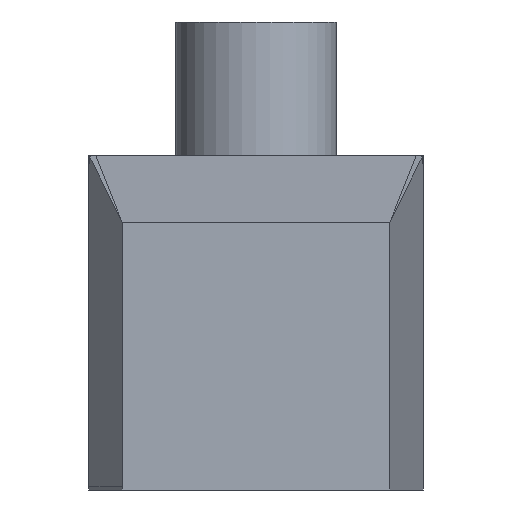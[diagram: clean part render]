
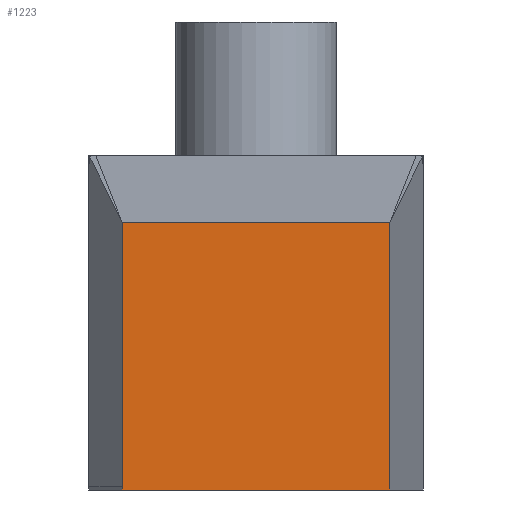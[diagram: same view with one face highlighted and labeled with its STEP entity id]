
A CAD part, left-side view. The second image highlights one B-rep face of the part: STEP entity #1223.
In plain terms, the highlighted planar face has unit normal (-1, 0, 0).
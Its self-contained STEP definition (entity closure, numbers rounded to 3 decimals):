
#63=FACE_OUTER_BOUND('',#131,.T.);
#131=EDGE_LOOP('',(#804,#805,#806,#807));
#207=LINE('',#1745,#357);
#208=LINE('',#1747,#358);
#209=LINE('',#1749,#359);
#210=LINE('',#1750,#360);
#357=VECTOR('',#1406,10.);
#358=VECTOR('',#1407,10.);
#359=VECTOR('',#1408,10.);
#360=VECTOR('',#1409,10.);
#507=VERTEX_POINT('',#1743);
#508=VERTEX_POINT('',#1744);
#509=VERTEX_POINT('',#1746);
#510=VERTEX_POINT('',#1748);
#622=EDGE_CURVE('',#507,#508,#207,.T.);
#623=EDGE_CURVE('',#508,#509,#208,.T.);
#624=EDGE_CURVE('',#509,#510,#209,.T.);
#625=EDGE_CURVE('',#510,#507,#210,.T.);
#804=ORIENTED_EDGE('',*,*,#622,.T.);
#805=ORIENTED_EDGE('',*,*,#623,.T.);
#806=ORIENTED_EDGE('',*,*,#624,.T.);
#807=ORIENTED_EDGE('',*,*,#625,.T.);
#1165=PLANE('',#1305);
#1223=ADVANCED_FACE('',(#63),#1165,.T.);
#1305=AXIS2_PLACEMENT_3D('',#1742,#1404,#1405);
#1404=DIRECTION('center_axis',(-1.,0.,0.));
#1405=DIRECTION('ref_axis',(0.,0.,1.));
#1406=DIRECTION('',(0.,-1.,0.));
#1407=DIRECTION('',(0.,0.,1.));
#1408=DIRECTION('',(0.,1.,0.));
#1409=DIRECTION('',(0.,0.,-1.));
#1742=CARTESIAN_POINT('Origin',(-385.,0.,100.));
#1743=CARTESIAN_POINT('',(-385.,100.,0.));
#1744=CARTESIAN_POINT('',(-385.,-100.,0.));
#1745=CARTESIAN_POINT('',(-385.,-100.,0.));
#1746=CARTESIAN_POINT('',(-385.,-100.,200.));
#1747=CARTESIAN_POINT('',(-385.,-100.,200.));
#1748=CARTESIAN_POINT('',(-385.,100.,200.));
#1749=CARTESIAN_POINT('',(-385.,100.,200.));
#1750=CARTESIAN_POINT('',(-385.,100.,0.));
